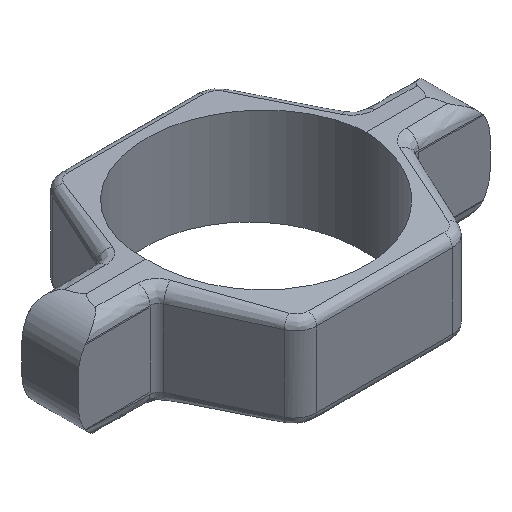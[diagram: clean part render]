
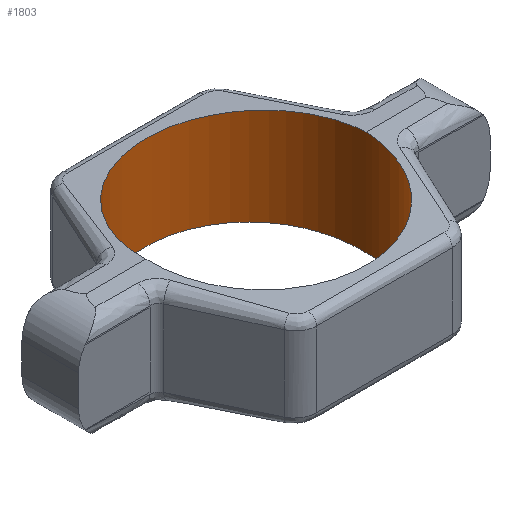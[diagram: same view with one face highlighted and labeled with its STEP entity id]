
A CAD part, isometric view. The second image highlights one B-rep face of the part: STEP entity #1803.
In plain terms, the highlighted cylindrical face has radius 38.036 mm (diameter 76.073 mm), a full revolution.
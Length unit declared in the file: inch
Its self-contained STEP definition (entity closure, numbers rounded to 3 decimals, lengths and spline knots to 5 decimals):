
#89 = EDGE_CURVE ( 'NONE', #309, #2532, #278, .T. ) ;
#189 = ORIENTED_EDGE ( 'NONE', *, *, #1695, .T. ) ;
#192 = CARTESIAN_POINT ( 'NONE',  ( -1.4975, 2.995, -0.5629 ) ) ;
#278 =( BOUNDED_CURVE ( )  B_SPLINE_CURVE ( 3, ( #2922, #1031, #2468, #429 ),
 .UNSPECIFIED., .F., .T. ) 
 B_SPLINE_CURVE_WITH_KNOTS ( ( 4, 4 ),
 ( 1.5708, 4.71239 ),
 .UNSPECIFIED. ) 
 CURVE ( )  GEOMETRIC_REPRESENTATION_ITEM ( )  RATIONAL_B_SPLINE_CURVE ( ( 1., 0.333, 0.333, 1. ) ) 
 REPRESENTATION_ITEM ( '' )  );
#309 = VERTEX_POINT ( 'NONE', #2696 ) ;
#335 = CARTESIAN_POINT ( 'NONE',  ( 1.4975, 0., 0.712 ) ) ;
#429 = CARTESIAN_POINT ( 'NONE',  ( 1.4975, 0., -0.712 ) ) ;
#461 = EDGE_LOOP ( 'NONE', ( #2557, #2637 ) ) ;
#630 = DIRECTION ( 'NONE',  ( -1., 0., 0. ) ) ;
#681 = CYLINDRICAL_SURFACE ( 'NONE', #1891, 1.4975 ) ;
#825 = CARTESIAN_POINT ( 'NONE',  ( 1.4975, 0., 0.712 ) ) ;
#946 = CARTESIAN_POINT ( 'NONE',  ( -1.4975, 0., -0.712 ) ) ;
#1031 = CARTESIAN_POINT ( 'NONE',  ( -1.4975, -2.995, -0.5629 ) ) ;
#1179 = CARTESIAN_POINT ( 'NONE',  ( 1.4975, 2.995, -0.5629 ) ) ;
#1273 = VERTEX_POINT ( 'NONE', #2655 ) ;
#1413 = FACE_OUTER_BOUND ( 'NONE', #461, .T. ) ;
#1559 = CARTESIAN_POINT ( 'NONE',  ( -1.4975, -2.995, 0.5629 ) ) ;
#1688 = FACE_OUTER_BOUND ( 'NONE', #2368, .T. ) ;
#1695 = EDGE_CURVE ( 'NONE', #1273, #2440, #3090, .T. ) ;
#1803 = ADVANCED_FACE ( 'NONE', ( #1413, #1688 ), #681, .F. ) ;
#1811 = CARTESIAN_POINT ( 'NONE',  ( 1.4975, -2.995, 0.5629 ) ) ;
#1891 = AXIS2_PLACEMENT_3D ( 'NONE', #2404, #2661, #630 ) ;
#2056 = CARTESIAN_POINT ( 'NONE',  ( -1.4975, 0., 0.712 ) ) ;
#2120 = CARTESIAN_POINT ( 'NONE',  ( 1.4975, 0., -0.712 ) ) ;
#2186 = ORIENTED_EDGE ( 'NONE', *, *, #2472, .F. ) ;
#2299 = CARTESIAN_POINT ( 'NONE',  ( 1.4975, 0., 0.712 ) ) ;
#2321 = CARTESIAN_POINT ( 'NONE',  ( -1.4975, 2.995, 0.5629 ) ) ;
#2347 = CARTESIAN_POINT ( 'NONE',  ( 1.4975, 2.995, 0.5629 ) ) ;
#2368 = EDGE_LOOP ( 'NONE', ( #2186, #189 ) ) ;
#2404 = CARTESIAN_POINT ( 'NONE',  ( 0., 0., 0.625 ) ) ;
#2440 = VERTEX_POINT ( 'NONE', #2299 ) ;
#2468 = CARTESIAN_POINT ( 'NONE',  ( 1.4975, -2.995, -0.5629 ) ) ;
#2472 = EDGE_CURVE ( 'NONE', #1273, #2440, #3069, .T. ) ;
#2532 = VERTEX_POINT ( 'NONE', #2120 ) ;
#2557 = ORIENTED_EDGE ( 'NONE', *, *, #89, .F. ) ;
#2629 =( BOUNDED_CURVE ( )  B_SPLINE_CURVE ( 3, ( #946, #192, #1179, #2983 ),
 .UNSPECIFIED., .F., .F. ) 
 B_SPLINE_CURVE_WITH_KNOTS ( ( 4, 4 ),
 ( 1.5708, 4.71239 ),
 .UNSPECIFIED. ) 
 CURVE ( )  GEOMETRIC_REPRESENTATION_ITEM ( )  RATIONAL_B_SPLINE_CURVE ( ( 1., 0.333, 0.333, 1. ) ) 
 REPRESENTATION_ITEM ( '' )  );
#2637 = ORIENTED_EDGE ( 'NONE', *, *, #2645, .T. ) ;
#2645 = EDGE_CURVE ( 'NONE', #309, #2532, #2629, .T. ) ;
#2655 = CARTESIAN_POINT ( 'NONE',  ( -1.4975, 0., 0.712 ) ) ;
#2661 = DIRECTION ( 'NONE',  ( 0., 0., -1. ) ) ;
#2696 = CARTESIAN_POINT ( 'NONE',  ( -1.4975, 0., -0.712 ) ) ;
#2922 = CARTESIAN_POINT ( 'NONE',  ( -1.4975, 0., -0.712 ) ) ;
#2983 = CARTESIAN_POINT ( 'NONE',  ( 1.4975, 0., -0.712 ) ) ;
#3069 =( BOUNDED_CURVE ( )  B_SPLINE_CURVE ( 3, ( #2056, #2321, #2347, #825 ),
 .UNSPECIFIED., .F., .F. ) 
 B_SPLINE_CURVE_WITH_KNOTS ( ( 4, 4 ),
 ( 4.71239, 7.85398 ),
 .UNSPECIFIED. ) 
 CURVE ( )  GEOMETRIC_REPRESENTATION_ITEM ( )  RATIONAL_B_SPLINE_CURVE ( ( 1., 0.333, 0.333, 1. ) ) 
 REPRESENTATION_ITEM ( '' )  );
#3090 =( BOUNDED_CURVE ( )  B_SPLINE_CURVE ( 3, ( #3108, #1559, #1811, #335 ),
 .UNSPECIFIED., .F., .F. ) 
 B_SPLINE_CURVE_WITH_KNOTS ( ( 4, 4 ),
 ( 4.71239, 7.85398 ),
 .UNSPECIFIED. ) 
 CURVE ( )  GEOMETRIC_REPRESENTATION_ITEM ( )  RATIONAL_B_SPLINE_CURVE ( ( 1., 0.333, 0.333, 1. ) ) 
 REPRESENTATION_ITEM ( '' )  );
#3108 = CARTESIAN_POINT ( 'NONE',  ( -1.4975, 0., 0.712 ) ) ;
